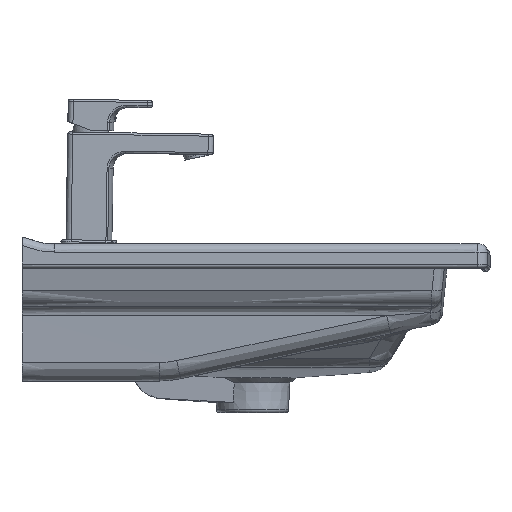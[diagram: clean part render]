
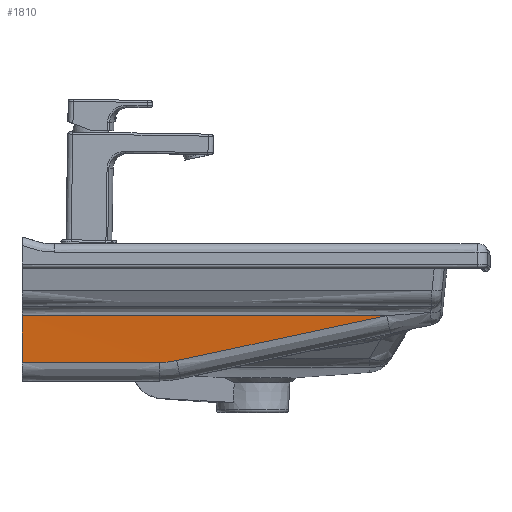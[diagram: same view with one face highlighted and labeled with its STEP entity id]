
A CAD part, left-side view. The second image highlights one B-rep face of the part: STEP entity #1810.
In plain terms, the highlighted free-form (B-spline) face has degree [1, 3] with [2, 19] control points.
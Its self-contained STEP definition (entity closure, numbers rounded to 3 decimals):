
#1810=ADVANCED_FACE('',(#2545),#2441,.F.);
#2441=B_SPLINE_SURFACE_WITH_KNOTS('',1,3,((#31367,#31368,#31369,#31370,
#31371,#31372,#31373,#31374,#31375,#31376,#31377,#31378,#31379,#31380,#31381,
#31382,#31383,#31384,#31385),(#31386,#31387,#31388,#31389,#31390,#31391,
#31392,#31393,#31394,#31395,#31396,#31397,#31398,#31399,#31400,#31401,#31402,
#31403,#31404)),.UNSPECIFIED.,.F.,.F.,.F.,(2,2),(4,1,2,2,2,2,2,2,2,4),(0.,
1.),(0.,0.172,0.276,0.379,0.483,
0.586,0.69,0.793,0.897,
1.),.UNSPECIFIED.);
#2545=FACE_OUTER_BOUND('',#3219,.T.);
#3219=EDGE_LOOP('',(#4475,#4476,#4477,#4478,#4479));
#4475=ORIENTED_EDGE('',*,*,#7960,.T.);
#4476=ORIENTED_EDGE('',*,*,#8452,.T.);
#4477=ORIENTED_EDGE('',*,*,#8453,.T.);
#4478=ORIENTED_EDGE('',*,*,#8454,.T.);
#4479=ORIENTED_EDGE('',*,*,#8455,.T.);
#7039=VERTEX_POINT('',#17235);
#7040=VERTEX_POINT('',#17240);
#7485=VERTEX_POINT('',#31324);
#7486=VERTEX_POINT('',#31329);
#7487=VERTEX_POINT('',#31348);
#7960=EDGE_CURVE('',#7040,#7039,#9498,.T.);
#8452=EDGE_CURVE('',#7039,#7485,#9913,.T.);
#8453=EDGE_CURVE('',#7485,#7486,#9914,.T.);
#8454=EDGE_CURVE('',#7486,#7487,#9915,.T.);
#8455=EDGE_CURVE('',#7487,#7040,#9916,.T.);
#9498=B_SPLINE_CURVE_WITH_KNOTS('',3,(#17236,#17237,#17238,#17239),
 .UNSPECIFIED.,.F.,.F.,(4,4),(0.,1.),.UNSPECIFIED.);
#9913=B_SPLINE_CURVE_WITH_KNOTS('',3,(#31320,#31321,#31322,#31323),
 .UNSPECIFIED.,.F.,.F.,(4,4),(0.,1.),.UNSPECIFIED.);
#9914=B_SPLINE_CURVE_WITH_KNOTS('',3,(#31325,#31326,#31327,#31328),
 .UNSPECIFIED.,.F.,.F.,(4,4),(0.,1.),.UNSPECIFIED.);
#9915=B_SPLINE_CURVE_WITH_KNOTS('',3,(#31330,#31331,#31332,#31333,#31334,
#31335,#31336,#31337,#31338,#31339,#31340,#31341,#31342,#31343,#31344,#31345,
#31346,#31347),.UNSPECIFIED.,.F.,.F.,(4,2,2,2,1,1,1,1,2,2,4),(0.,0.25,
0.375,0.437,0.469,0.484,
0.492,0.496,0.498,0.5,
1.),.UNSPECIFIED.);
#9916=B_SPLINE_CURVE_WITH_KNOTS('',3,(#31349,#31350,#31351,#31352,#31353,
#31354,#31355,#31356,#31357,#31358,#31359,#31360,#31361,#31362,#31363,#31364,
#31365,#31366),.UNSPECIFIED.,.F.,.F.,(4,2,2,2,1,1,1,1,2,2,4),(0.,0.25,
0.375,0.437,0.469,0.484,
0.492,0.496,0.498,0.5,
1.),.UNSPECIFIED.);
#17235=CARTESIAN_POINT('',(-285.625,0.,-122.152));
#17236=CARTESIAN_POINT('',(-289.728,0.,-76.491));
#17237=CARTESIAN_POINT('',(-288.36,0.,-91.711));
#17238=CARTESIAN_POINT('',(-286.992,0.,-106.931));
#17239=CARTESIAN_POINT('',(-285.625,0.,-122.152));
#17240=CARTESIAN_POINT('',(-289.728,0.,-76.491));
#31320=CARTESIAN_POINT('',(-285.625,0.,-122.152));
#31321=CARTESIAN_POINT('',(-285.122,-49.274,-122.15));
#31322=CARTESIAN_POINT('',(-284.662,-94.093,-122.154));
#31323=CARTESIAN_POINT('',(-284.254,-134.457,-122.161));
#31324=CARTESIAN_POINT('',(-284.254,-134.457,-122.161));
#31325=CARTESIAN_POINT('',(-284.254,-134.457,-122.161));
#31326=CARTESIAN_POINT('',(-284.197,-140.128,-122.162));
#31327=CARTESIAN_POINT('',(-284.194,-145.736,-121.568));
#31328=CARTESIAN_POINT('',(-284.246,-151.281,-120.377));
#31329=CARTESIAN_POINT('',(-284.246,-151.281,-120.377));
#31330=CARTESIAN_POINT('',(-284.246,-151.281,-120.377));
#31331=CARTESIAN_POINT('',(-284.427,-170.418,-116.267));
#31332=CARTESIAN_POINT('',(-284.603,-188.544,-112.378));
#31333=CARTESIAN_POINT('',(-284.864,-214.219,-106.871));
#31334=CARTESIAN_POINT('',(-284.951,-222.524,-105.09));
#31335=CARTESIAN_POINT('',(-285.08,-234.604,-102.501));
#31336=CARTESIAN_POINT('',(-285.123,-238.567,-101.652));
#31337=CARTESIAN_POINT('',(-285.188,-244.417,-100.398));
#31338=CARTESIAN_POINT('',(-285.22,-247.319,-99.776));
#31339=CARTESIAN_POINT('',(-285.257,-250.663,-99.06));
#31340=CARTESIAN_POINT('',(-285.276,-252.324,-98.704));
#31341=CARTESIAN_POINT('',(-285.285,-253.152,-98.527));
#31342=CARTESIAN_POINT('',(-285.289,-253.507,-98.451));
#31343=CARTESIAN_POINT('',(-285.292,-253.743,-98.4));
#31344=CARTESIAN_POINT('',(-285.293,-253.831,-98.381));
#31345=CARTESIAN_POINT('',(-285.721,-291.724,-90.265));
#31346=CARTESIAN_POINT('',(-286.172,-325.959,-82.945));
#31347=CARTESIAN_POINT('',(-286.642,-356.686,-76.384));
#31348=CARTESIAN_POINT('',(-286.642,-356.686,-76.384));
#31349=CARTESIAN_POINT('',(-286.642,-356.686,-76.384));
#31350=CARTESIAN_POINT('',(-286.807,-330.035,-76.399));
#31351=CARTESIAN_POINT('',(-287.002,-301.847,-76.416));
#31352=CARTESIAN_POINT('',(-287.344,-257.261,-76.436));
#31353=CARTESIAN_POINT('',(-287.467,-242.015,-76.441));
#31354=CARTESIAN_POINT('',(-287.662,-218.57,-76.449));
#31355=CARTESIAN_POINT('',(-287.729,-210.659,-76.452));
#31356=CARTESIAN_POINT('',(-287.833,-198.648,-76.455));
#31357=CARTESIAN_POINT('',(-287.886,-192.606,-76.457));
#31358=CARTESIAN_POINT('',(-287.948,-185.495,-76.459));
#31359=CARTESIAN_POINT('',(-287.98,-181.924,-76.46));
#31360=CARTESIAN_POINT('',(-287.996,-180.134,-76.461));
#31361=CARTESIAN_POINT('',(-288.003,-179.366,-76.461));
#31362=CARTESIAN_POINT('',(-288.007,-178.854,-76.461));
#31363=CARTESIAN_POINT('',(-288.01,-178.544,-76.461));
#31364=CARTESIAN_POINT('',(-288.474,-126.503,-76.476));
#31365=CARTESIAN_POINT('',(-289.051,-67.057,-76.487));
#31366=CARTESIAN_POINT('',(-289.728,0.,-76.491));
#31367=CARTESIAN_POINT('',(-302.676,-16.069,69.605));
#31368=CARTESIAN_POINT('',(-301.465,-13.186,55.769));
#31369=CARTESIAN_POINT('',(-299.529,-8.491,33.646));
#31370=CARTESIAN_POINT('',(-297.597,-3.629,11.554));
#31371=CARTESIAN_POINT('',(-296.147,0.051,-5.01));
#31372=CARTESIAN_POINT('',(-295.423,1.908,-13.289));
#31373=CARTESIAN_POINT('',(-293.975,5.644,-29.84));
#31374=CARTESIAN_POINT('',(-293.251,7.524,-38.113));
#31375=CARTESIAN_POINT('',(-291.804,11.299,-54.655));
#31376=CARTESIAN_POINT('',(-291.081,13.194,-62.924));
#31377=CARTESIAN_POINT('',(-289.634,16.996,-79.461));
#31378=CARTESIAN_POINT('',(-288.911,18.902,-87.728));
#31379=CARTESIAN_POINT('',(-287.464,22.722,-104.26));
#31380=CARTESIAN_POINT('',(-286.741,24.635,-112.525));
#31381=CARTESIAN_POINT('',(-285.295,28.467,-129.054));
#31382=CARTESIAN_POINT('',(-284.572,30.386,-137.319));
#31383=CARTESIAN_POINT('',(-283.126,34.226,-153.846));
#31384=CARTESIAN_POINT('',(-282.403,36.148,-162.109));
#31385=CARTESIAN_POINT('',(-281.68,38.071,-170.373));
#31386=CARTESIAN_POINT('',(-293.004,-429.301,-14.149));
#31387=CARTESIAN_POINT('',(-291.255,-426.015,-29.877));
#31388=CARTESIAN_POINT('',(-288.565,-420.762,-54.588));
#31389=CARTESIAN_POINT('',(-286.095,-415.521,-78.375));
#31390=CARTESIAN_POINT('',(-284.304,-411.598,-96.017));
#31391=CARTESIAN_POINT('',(-283.439,-409.64,-104.738));
#31392=CARTESIAN_POINT('',(-281.758,-405.733,-122.038));
#31393=CARTESIAN_POINT('',(-280.942,-403.783,-130.617));
#31394=CARTESIAN_POINT('',(-279.349,-399.888,-147.677));
#31395=CARTESIAN_POINT('',(-278.571,-397.944,-156.157));
#31396=CARTESIAN_POINT('',(-277.045,-394.059,-173.05));
#31397=CARTESIAN_POINT('',(-276.297,-392.119,-181.462));
#31398=CARTESIAN_POINT('',(-274.821,-388.243,-198.239));
#31399=CARTESIAN_POINT('',(-274.093,-386.306,-206.603));
#31400=CARTESIAN_POINT('',(-272.654,-382.436,-223.299));
#31401=CARTESIAN_POINT('',(-271.942,-380.502,-231.63));
#31402=CARTESIAN_POINT('',(-270.53,-376.637,-248.269));
#31403=CARTESIAN_POINT('',(-269.83,-374.705,-256.577));
#31404=CARTESIAN_POINT('',(-269.134,-372.774,-264.877));
